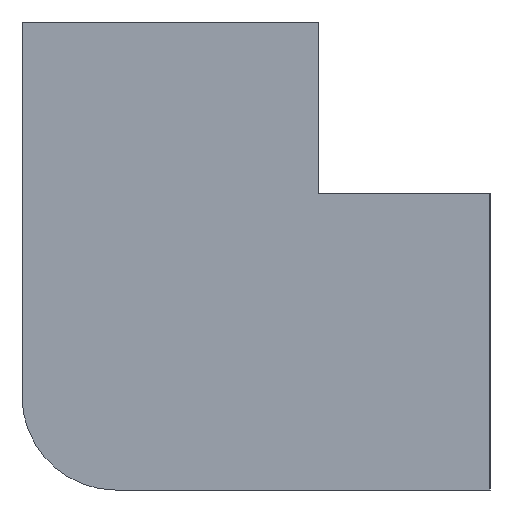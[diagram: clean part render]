
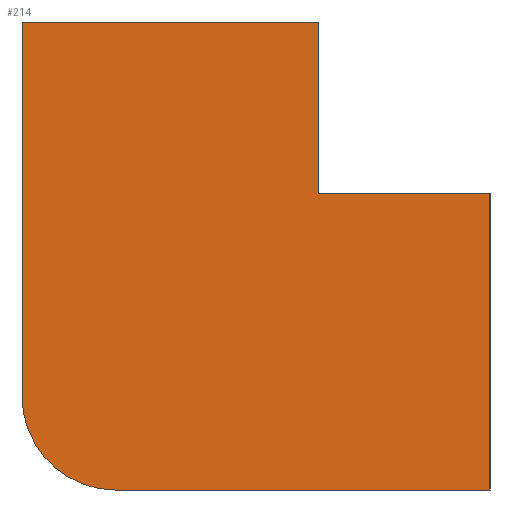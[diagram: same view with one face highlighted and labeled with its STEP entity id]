
A CAD part, left-side view. The second image highlights one B-rep face of the part: STEP entity #214.
In plain terms, the highlighted planar face has unit normal (-1, 0, 0).
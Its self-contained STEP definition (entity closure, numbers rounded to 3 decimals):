
#4 = VECTOR ( 'NONE', #170, 1000. ) ;
#6 = LINE ( 'NONE', #110, #120 ) ;
#15 = VERTEX_POINT ( 'NONE', #372 ) ;
#33 = EDGE_LOOP ( 'NONE', ( #380, #400, #417, #430, #530, #492, #446 ) ) ;
#38 = VECTOR ( 'NONE', #509, 1000. ) ;
#43 = VERTEX_POINT ( 'NONE', #362 ) ;
#45 = DIRECTION ( 'NONE',  ( 0., 0., -1. ) ) ;
#46 = DIRECTION ( 'NONE',  ( 0., 0., -1. ) ) ;
#47 = DIRECTION ( 'NONE',  ( 1., 0., 0. ) ) ;
#48 = CARTESIAN_POINT ( 'NONE',  ( -87.95, 30., -30. ) ) ;
#58 = DIRECTION ( 'NONE',  ( 1., 0., 0. ) ) ;
#63 = DIRECTION ( 'NONE',  ( 0., 1., 0. ) ) ;
#66 = CARTESIAN_POINT ( 'NONE',  ( -87.95, 30., -30. ) ) ;
#67 = CARTESIAN_POINT ( 'NONE',  ( -87.95, 30., -50. ) ) ;
#70 = DIRECTION ( 'NONE',  ( 0., -1., 0. ) ) ;
#80 = CARTESIAN_POINT ( 'NONE',  ( -87.95, -50., 13.4 ) ) ;
#83 = LINE ( 'NONE', #80, #339 ) ;
#96 = VERTEX_POINT ( 'NONE', #416 ) ;
#98 = DIRECTION ( 'NONE',  ( 0., 0., -1. ) ) ;
#108 = DIRECTION ( 'NONE',  ( 0., -1., 0. ) ) ;
#109 = VERTEX_POINT ( 'NONE', #408 ) ;
#110 = CARTESIAN_POINT ( 'NONE',  ( -87.95, 50., 50. ) ) ;
#112 = CARTESIAN_POINT ( 'NONE',  ( -87.95, -13.4, 50. ) ) ;
#120 = VECTOR ( 'NONE', #108, 1000. ) ;
#134 = LINE ( 'NONE', #206, #38 ) ;
#136 = CARTESIAN_POINT ( 'NONE',  ( -87.95, 30., -50. ) ) ;
#170 = DIRECTION ( 'NONE',  ( 0., 0., -1. ) ) ;
#172 = VERTEX_POINT ( 'NONE', #205 ) ;
#175 = CARTESIAN_POINT ( 'NONE',  ( -87.95, -50., 13.4 ) ) ;
#189 = LINE ( 'NONE', #67, #412 ) ;
#201 = VERTEX_POINT ( 'NONE', #258 ) ;
#205 = CARTESIAN_POINT ( 'NONE',  ( -87.95, 50., -30. ) ) ;
#206 = CARTESIAN_POINT ( 'NONE',  ( -87.95, 50., 50. ) ) ;
#214 = ADVANCED_FACE ( 'NONE', ( #457 ), #254, .F. ) ;
#233 = EDGE_CURVE ( 'NONE', #172, #96, #134, .T. ) ;
#246 = LINE ( 'NONE', #175, #4 ) ;
#254 = PLANE ( 'NONE',  #302 ) ;
#258 = CARTESIAN_POINT ( 'NONE',  ( -87.95, -13.4, 13.4 ) ) ;
#266 = AXIS2_PLACEMENT_3D ( 'NONE', #48, #47, #45 ) ;
#302 = AXIS2_PLACEMENT_3D ( 'NONE', #66, #58, #46 ) ;
#339 = VECTOR ( 'NONE', #70, 1000. ) ;
#362 = CARTESIAN_POINT ( 'NONE',  ( -87.95, -50., 13.4 ) ) ;
#372 = CARTESIAN_POINT ( 'NONE',  ( -87.95, -50., -50. ) ) ;
#380 = ORIENTED_EDGE ( 'NONE', *, *, #443, .F. ) ;
#400 = ORIENTED_EDGE ( 'NONE', *, *, #484, .F. ) ;
#408 = CARTESIAN_POINT ( 'NONE',  ( -87.95, -13.4, 50. ) ) ;
#412 = VECTOR ( 'NONE', #63, 1000. ) ;
#416 = CARTESIAN_POINT ( 'NONE',  ( -87.95, 50., 50. ) ) ;
#417 = ORIENTED_EDGE ( 'NONE', *, *, #478, .F. ) ;
#422 = CIRCLE ( 'NONE', #266, 20. ) ;
#429 = VECTOR ( 'NONE', #98, 1000. ) ;
#430 = ORIENTED_EDGE ( 'NONE', *, *, #474, .F. ) ;
#438 = LINE ( 'NONE', #112, #429 ) ;
#443 = EDGE_CURVE ( 'NONE', #43, #15, #246, .T. ) ;
#446 = ORIENTED_EDGE ( 'NONE', *, *, #488, .F. ) ;
#457 = FACE_OUTER_BOUND ( 'NONE', #33, .T. ) ;
#465 = VERTEX_POINT ( 'NONE', #136 ) ;
#474 = EDGE_CURVE ( 'NONE', #96, #109, #6, .T. ) ;
#478 = EDGE_CURVE ( 'NONE', #109, #201, #438, .T. ) ;
#484 = EDGE_CURVE ( 'NONE', #201, #43, #83, .T. ) ;
#488 = EDGE_CURVE ( 'NONE', #15, #465, #189, .T. ) ;
#492 = ORIENTED_EDGE ( 'NONE', *, *, #493, .F. ) ;
#493 = EDGE_CURVE ( 'NONE', #465, #172, #422, .T. ) ;
#509 = DIRECTION ( 'NONE',  ( 0., 0., 1. ) ) ;
#530 = ORIENTED_EDGE ( 'NONE', *, *, #233, .F. ) ;
